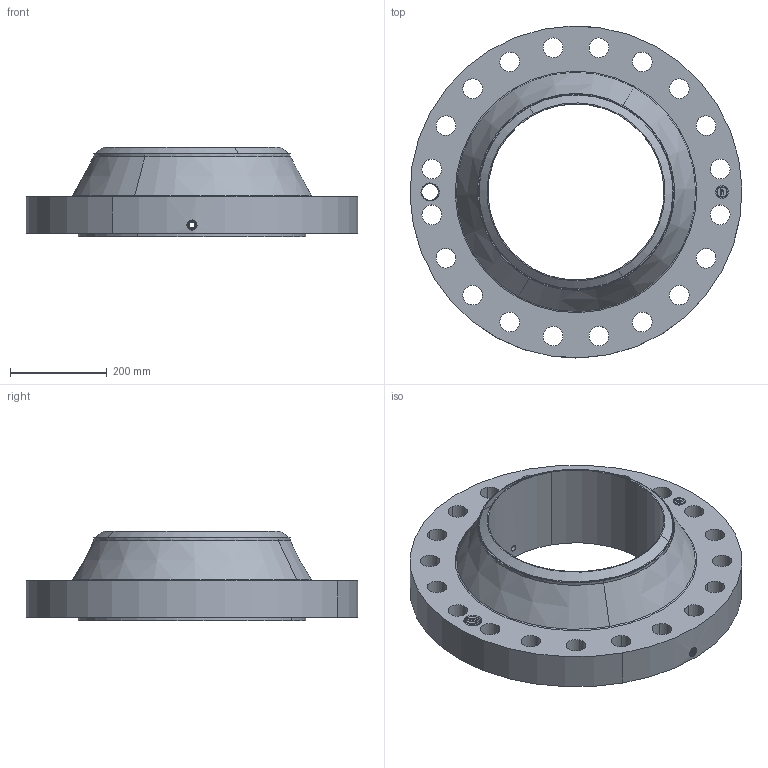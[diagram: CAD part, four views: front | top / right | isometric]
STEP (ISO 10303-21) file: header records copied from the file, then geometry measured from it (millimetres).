
FILE_DESCRIPTION(('3D STEP'),'2;1');
FILE_NAME('16-600-RF-WELD-NECK-80-ORIF-FLANGE.stp','2013-10-27T01:24:00+00:00',('Texas Flange'),(''),'CATIA Version 5 Release 20 SP 6 (IN-10)','CATIA V5 STEP AP214','800-826-3801');
FILE_SCHEMA(('AUTOMOTIVE_DESIGN { 1 0 10303 214 1 1 1 1 }'));
Length unit declared in the file: inch
Products named in the file (1): 16-600-RF-WELD-NECK-80-ORIF-FLANGE
Bounding box: 685.61 x 685.8 x 184.15 mm (x, y, z)
Volume: 23536665.8 mm3; surface area: 1164418.1 mm2
Topology: 1 solids, 1 shells, 815 faces, 2216 edges, 1422 vertices
Faces by surface type: plane 369, bspline 264, cylinder 124, cone 50, torus 4, revolution 4
Entity records: 34581 total; most frequent: CARTESIAN_POINT 14418, ORIENTED_EDGE 4432, EDGE_CURVE 2216, DIRECTION 2181, VERTEX_POINT 1422, VECTOR 1213, LINE 1213, EDGE_LOOP 882
